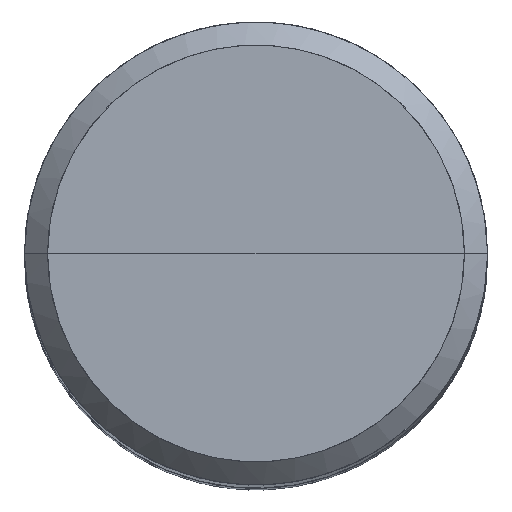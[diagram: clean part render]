
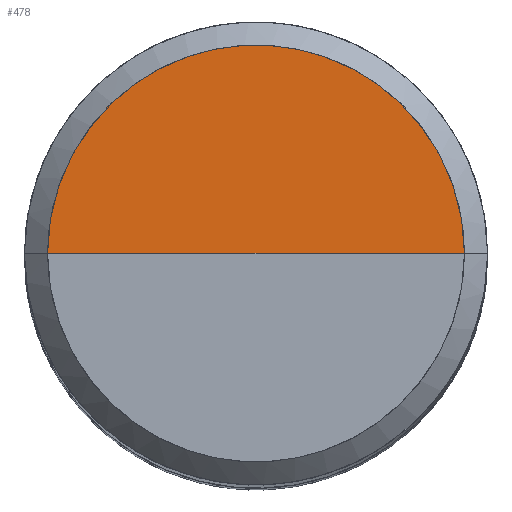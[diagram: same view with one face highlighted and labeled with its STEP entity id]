
A CAD part, top view. The second image highlights one B-rep face of the part: STEP entity #478.
In plain terms, the highlighted free-form (B-spline) face has degree [1, 2] with [2, 5] control points.
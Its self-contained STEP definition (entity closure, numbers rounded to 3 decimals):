
#96=CARTESIAN_POINT('',(-9.,0.,65.));
#100=CARTESIAN_POINT('',(9.,0.,65.));
#101=CARTESIAN_POINT('',(0.,0.,65.));
#132=CARTESIAN_POINT('',(9.,9.,65.));
#133=CARTESIAN_POINT('',(0.,9.,65.));
#134=CARTESIAN_POINT('',(-9.,9.,65.));
#463=(
BOUNDED_SURFACE()
B_SPLINE_SURFACE(1,2,(
(#100,#132,#133,#134,#96),
(#101,#101,#101,#101,#101)
), .UNSPECIFIED.,.F.,.F.,.F.)
B_SPLINE_SURFACE_WITH_KNOTS((2,2),(3,2,3),(
0.,1.),(
0.,0.5,1.), .UNSPECIFIED.)
GEOMETRIC_REPRESENTATION_ITEM()
RATIONAL_B_SPLINE_SURFACE(((1.,0.707,1.,0.707,1.),
(1.,0.707,1.,0.707,1.)
))
REPRESENTATION_ITEM('')
SURFACE()
);
#464=(
BOUNDED_CURVE()
B_SPLINE_CURVE(2,(#96,#134,#133,#132,#100),.UNSPECIFIED.,.F.,.F.)
B_SPLINE_CURVE_WITH_KNOTS((3,2,3),
(0.,0.5,1.),.UNSPECIFIED.)
CURVE()
GEOMETRIC_REPRESENTATION_ITEM()
RATIONAL_B_SPLINE_CURVE((1.,0.707,1.,0.707,1.))
REPRESENTATION_ITEM('')
);
#465=(
BOUNDED_CURVE()
B_SPLINE_CURVE(1,(#100,#101),.UNSPECIFIED.,.F.,.F.)
B_SPLINE_CURVE_WITH_KNOTS((2,2),
(0.,1.),.UNSPECIFIED.)
CURVE()
GEOMETRIC_REPRESENTATION_ITEM()
RATIONAL_B_SPLINE_CURVE((1.,1.))
REPRESENTATION_ITEM('')
);
#466=(
BOUNDED_CURVE()
B_SPLINE_CURVE(1,(#101,#96),.UNSPECIFIED.,.F.,.F.)
B_SPLINE_CURVE_WITH_KNOTS((2,2),
(0.,1.),.UNSPECIFIED.)
CURVE()
GEOMETRIC_REPRESENTATION_ITEM()
RATIONAL_B_SPLINE_CURVE((1.,1.))
REPRESENTATION_ITEM('')
);
#467=VERTEX_POINT('',#96);
#468=VERTEX_POINT('',#100);
#469=VERTEX_POINT('',#101);
#470=EDGE_CURVE('',#467,#468,#464,.T.);
#471=EDGE_CURVE('',#468,#469,#465,.T.);
#472=EDGE_CURVE('',#469,#467,#466,.T.);
#473=ORIENTED_EDGE('',*,*,#470,.T.);
#474=ORIENTED_EDGE('',*,*,#471,.T.);
#475=ORIENTED_EDGE('',*,*,#472,.T.);
#476=EDGE_LOOP('',(#473,#474,#475));
#477=FACE_OUTER_BOUND('',#476,.T.);
#478=ADVANCED_FACE('',(#477),#463,.T.);
